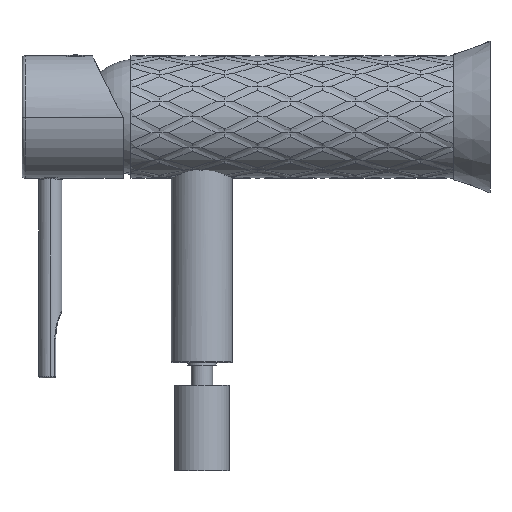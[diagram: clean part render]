
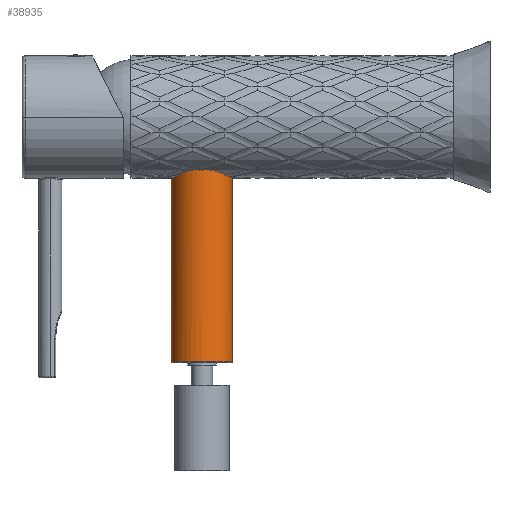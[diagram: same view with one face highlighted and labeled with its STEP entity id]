
A CAD part, left-side view. The second image highlights one B-rep face of the part: STEP entity #38935.
In plain terms, the highlighted cylindrical face has radius 10 mm (diameter 20 mm), a partial arc.
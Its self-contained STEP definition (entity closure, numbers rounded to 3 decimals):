
#35 = CARTESIAN_POINT ( 'NONE',  ( -8.966, 111.376, -17.611 ) ) ;
#818 = CARTESIAN_POINT ( 'NONE',  ( -3.27, 116.356, -19.703 ) ) ;
#1600 = CARTESIAN_POINT ( 'NONE',  ( -9.654, 109.527, -17.192 ) ) ;
#2382 = CARTESIAN_POINT ( 'NONE',  ( -9.46, 110.158, -17.314 ) ) ;
#5459 = CARTESIAN_POINT ( 'NONE',  ( 0., 106.9, -79.8 ) ) ;
#7383 = ORIENTED_EDGE ( 'NONE', *, *, #18810, .T. ) ;
#12647 = CARTESIAN_POINT ( 'NONE',  ( -8.119, 112.747, -18.066 ) ) ;
#13425 = CARTESIAN_POINT ( 'NONE',  ( -7.309, 100.067, -18.451 ) ) ;
#14199 = CARTESIAN_POINT ( 'NONE',  ( -6.126, 98.99, -18.928 ) ) ;
#14537 = CARTESIAN_POINT ( 'NONE',  ( 0., 116.9, -79.8 ) ) ;
#14716 = LINE ( 'NONE', #38346, #150657 ) ;
#16546 = CIRCLE ( 'NONE', #89409, 10. ) ;
#18810 = EDGE_CURVE ( 'NONE', #108742, #54237, #104131, .T. ) ;
#23682 = CARTESIAN_POINT ( 'NONE',  ( -9.999, 106.219, -16.967 ) ) ;
#24458 = CARTESIAN_POINT ( 'NONE',  ( -8.124, 101.06, -18.064 ) ) ;
#25242 = CARTESIAN_POINT ( 'NONE',  ( -4.49, 97.94, -19.442 ) ) ;
#30722 = FACE_OUTER_BOUND ( 'NONE', #73639, .T. ) ;
#31622 = CARTESIAN_POINT ( 'NONE',  ( 0., 96.9, -20. ) ) ;
#33354 = CARTESIAN_POINT ( 'NONE',  ( 0., 96.9, -20. ) ) ;
#35492 = CARTESIAN_POINT ( 'NONE',  ( -6.858, 99.615, -18.644 ) ) ;
#35755 = CARTESIAN_POINT ( 'NONE',  ( 0., 116.9, -20. ) ) ;
#36264 = CARTESIAN_POINT ( 'NONE',  ( -9.736, 109.207, -17.14 ) ) ;
#37049 = CARTESIAN_POINT ( 'NONE',  ( -6.622, 99.399, -18.74 ) ) ;
#37838 = CARTESIAN_POINT ( 'NONE',  ( 0., 116.9, -20. ) ) ;
#38346 = CARTESIAN_POINT ( 'NONE',  ( 0., 96.9, 0. ) ) ;
#38612 = CARTESIAN_POINT ( 'NONE',  ( -9.917, 108.229, -17.022 ) ) ;
#38935 = ADVANCED_FACE ( 'NONE', ( #30722 ), #52800, .T. ) ;
#48855 = CARTESIAN_POINT ( 'NONE',  ( -2.312, 116.635, -19.854 ) ) ;
#49635 = CARTESIAN_POINT ( 'NONE',  ( -5.048, 115.557, -19.287 ) ) ;
#51195 = CARTESIAN_POINT ( 'NONE',  ( -8.659, 111.944, -17.786 ) ) ;
#52800 = CYLINDRICAL_SURFACE ( 'NONE', #102209, 10. ) ;
#54237 = VERTEX_POINT ( 'NONE', #14537 ) ;
#54869 = VERTEX_POINT ( 'NONE', #136404 ) ;
#55797 = VERTEX_POINT ( 'NONE', #125369 ) ;
#56016 = CARTESIAN_POINT ( 'NONE',  ( -0.677, 96.9, -20. ) ) ;
#59883 = CARTESIAN_POINT ( 'NONE',  ( -3.271, 97.444, -19.703 ) ) ;
#60373 = VECTOR ( 'NONE', #90763, 1000. ) ;
#60670 = CARTESIAN_POINT ( 'NONE',  ( -6.624, 114.419, -18.744 ) ) ;
#61442 = CARTESIAN_POINT ( 'NONE',  ( -9.456, 103.631, -17.316 ) ) ;
#62220 = CARTESIAN_POINT ( 'NONE',  ( -9.932, 105.561, -17.013 ) ) ;
#64186 = B_SPLINE_CURVE_WITH_KNOTS ( 'NONE', 3,
 ( #31622, #56016, #92268, #140325, #133161, #59883, #97708, #25242, #73277, #121340, #14199, #37049, #35492, #13425, #86659, #84317, #24458, #74830, #132371, #85102, #61442, #131599, #119776, #62220, #23682, #109502, #145755, #38612, #72482, #36264, #1600, #2382, #71702, #35, #51195, #12647, #144202, #122904, #120549, #60670, #144976, #49635, #110285, #108733, #818, #83547, #48855, #146540, #111076, #37838 ),
 .UNSPECIFIED., .F., .F.,
 ( 4, 2, 2, 2, 2, 2, 2, 2, 2, 2, 2, 2, 2, 2, 2, 2, 2, 2, 2, 2, 2, 2, 2, 2, 4 ),
 ( 0.064, 0.066, 0.067, 0.068, 0.07, 0.071, 0.072, 0.073, 0.074, 0.076, 0.077, 0.078, 0.08, 0.081, 0.082, 0.083, 0.084, 0.086, 0.087, 0.088, 0.09, 0.092, 0.093, 0.094, 0.096 ),
 .UNSPECIFIED. ) ;
#67171 = EDGE_CURVE ( 'NONE', #54237, #54869, #85623, .T. ) ;
#67540 = CARTESIAN_POINT ( 'NONE',  ( 0., 106.9, -79.8 ) ) ;
#71702 = CARTESIAN_POINT ( 'NONE',  ( -9.347, 110.47, -17.384 ) ) ;
#72482 = CARTESIAN_POINT ( 'NONE',  ( -9.867, 108.558, -17.055 ) ) ;
#73277 = CARTESIAN_POINT ( 'NONE',  ( -5.059, 98.25, -19.284 ) ) ;
#73639 = EDGE_LOOP ( 'NONE', ( #89575, #148027, #7383, #140857, #137979 ) ) ;
#74830 = CARTESIAN_POINT ( 'NONE',  ( -8.663, 101.863, -17.784 ) ) ;
#83547 = CARTESIAN_POINT ( 'NONE',  ( -2.638, 116.551, -19.809 ) ) ;
#84317 = CARTESIAN_POINT ( 'NONE',  ( -7.93, 100.799, -18.161 ) ) ;
#85102 = CARTESIAN_POINT ( 'NONE',  ( -9.344, 103.324, -17.385 ) ) ;
#85623 = CIRCLE ( 'NONE', #115860, 10. ) ;
#86391 = DIRECTION ( 'NONE',  ( 0., 0., -1. ) ) ;
#86659 = CARTESIAN_POINT ( 'NONE',  ( -7.523, 100.304, -18.354 ) ) ;
#89409 = AXIS2_PLACEMENT_3D ( 'NONE', #5459, #148847, #102325 ) ;
#89575 = ORIENTED_EDGE ( 'NONE', *, *, #118384, .F. ) ;
#90763 = DIRECTION ( 'NONE',  ( 0., 0., -1. ) ) ;
#91192 = DIRECTION ( 'NONE',  ( -1., 0., 0. ) ) ;
#92268 = CARTESIAN_POINT ( 'NONE',  ( -1.341, 96.968, -19.962 ) ) ;
#97708 = CARTESIAN_POINT ( 'NONE',  ( -3.583, 97.558, -19.642 ) ) ;
#102209 = AXIS2_PLACEMENT_3D ( 'NONE', #125289, #148148, #114216 ) ;
#102325 = DIRECTION ( 'NONE',  ( -1., 0., 0. ) ) ;
#103805 = EDGE_CURVE ( 'NONE', #145301, #108742, #64186, .T. ) ;
#104131 = LINE ( 'NONE', #138824, #60373 ) ;
#105850 = EDGE_CURVE ( 'NONE', #54869, #55797, #16546, .T. ) ;
#106118 = DIRECTION ( 'NONE',  ( 0., 0., 1. ) ) ;
#108733 = CARTESIAN_POINT ( 'NONE',  ( -3.578, 116.244, -19.643 ) ) ;
#108742 = VERTEX_POINT ( 'NONE', #35755 ) ;
#109502 = CARTESIAN_POINT ( 'NONE',  ( -10., 107.221, -16.966 ) ) ;
#110285 = CARTESIAN_POINT ( 'NONE',  ( -4.478, 115.865, -19.445 ) ) ;
#111076 = CARTESIAN_POINT ( 'NONE',  ( -0.668, 116.9, -20. ) ) ;
#114216 = DIRECTION ( 'NONE',  ( 0., 1., 0. ) ) ;
#115860 = AXIS2_PLACEMENT_3D ( 'NONE', #67540, #106118, #91192 ) ;
#118384 = EDGE_CURVE ( 'NONE', #145301, #55797, #14716, .T. ) ;
#119776 = CARTESIAN_POINT ( 'NONE',  ( -9.734, 104.587, -17.141 ) ) ;
#120549 = CARTESIAN_POINT ( 'NONE',  ( -7.301, 113.741, -18.455 ) ) ;
#121340 = CARTESIAN_POINT ( 'NONE',  ( -5.865, 98.794, -19.02 ) ) ;
#122904 = CARTESIAN_POINT ( 'NONE',  ( -7.516, 113.504, -18.357 ) ) ;
#125289 = CARTESIAN_POINT ( 'NONE',  ( 0., 106.9, 0. ) ) ;
#125369 = CARTESIAN_POINT ( 'NONE',  ( 0., 96.9, -79.8 ) ) ;
#131599 = CARTESIAN_POINT ( 'NONE',  ( -9.651, 104.262, -17.194 ) ) ;
#132371 = CARTESIAN_POINT ( 'NONE',  ( -8.968, 102.428, -17.61 ) ) ;
#133161 = CARTESIAN_POINT ( 'NONE',  ( -2.636, 97.248, -19.809 ) ) ;
#136404 = CARTESIAN_POINT ( 'NONE',  ( -10., 106.9, -79.8 ) ) ;
#137979 = ORIENTED_EDGE ( 'NONE', *, *, #105850, .T. ) ;
#138824 = CARTESIAN_POINT ( 'NONE',  ( 0., 116.9, 0. ) ) ;
#140325 = CARTESIAN_POINT ( 'NONE',  ( -2.315, 97.166, -19.854 ) ) ;
#140857 = ORIENTED_EDGE ( 'NONE', *, *, #67171, .T. ) ;
#144202 = CARTESIAN_POINT ( 'NONE',  ( -7.925, 113.007, -18.163 ) ) ;
#144976 = CARTESIAN_POINT ( 'NONE',  ( -6.129, 114.828, -18.934 ) ) ;
#145301 = VERTEX_POINT ( 'NONE', #33354 ) ;
#145755 = CARTESIAN_POINT ( 'NONE',  ( -9.984, 107.56, -16.977 ) ) ;
#146540 = CARTESIAN_POINT ( 'NONE',  ( -1.329, 116.834, -19.963 ) ) ;
#148027 = ORIENTED_EDGE ( 'NONE', *, *, #103805, .T. ) ;
#148148 = DIRECTION ( 'NONE',  ( 0., 0., -1. ) ) ;
#148847 = DIRECTION ( 'NONE',  ( 0., 0., 1. ) ) ;
#150657 = VECTOR ( 'NONE', #86391, 1000. ) ;
